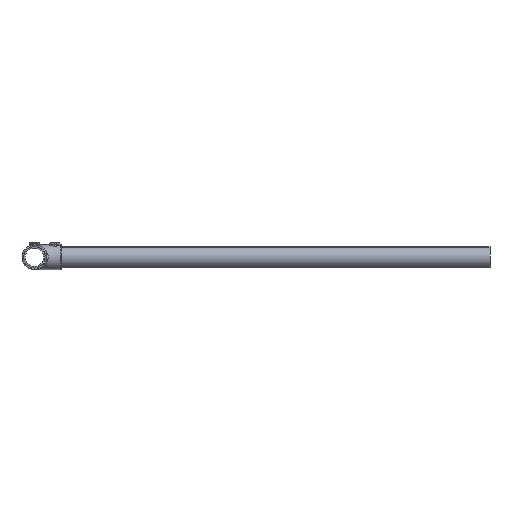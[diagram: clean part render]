
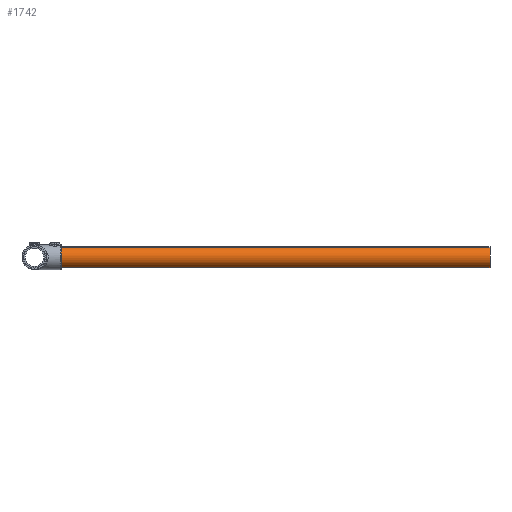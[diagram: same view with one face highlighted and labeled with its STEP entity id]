
A CAD part, left-side view. The second image highlights one B-rep face of the part: STEP entity #1742.
In plain terms, the highlighted cylindrical face has radius 23.75 mm (diameter 47.5 mm), a partial arc.
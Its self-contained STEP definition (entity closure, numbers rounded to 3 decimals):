
#28 = ORIENTED_EDGE ( 'NONE', *, *, #2940, .T. ) ;
#69 = CARTESIAN_POINT ( 'NONE',  ( 0., 0., 1000. ) ) ;
#333 = CARTESIAN_POINT ( 'NONE',  ( 0., 0., 1000. ) ) ;
#463 = FACE_OUTER_BOUND ( 'NONE', #2101, .T. ) ;
#537 = DIRECTION ( 'NONE',  ( 1., 0., 0. ) ) ;
#981 = AXIS2_PLACEMENT_3D ( 'NONE', #333, #3611, #4066 ) ;
#998 = DIRECTION ( 'NONE',  ( 0., 0., -1. ) ) ;
#1426 = CARTESIAN_POINT ( 'NONE',  ( 23.75, 0., 0. ) ) ;
#1440 = ORIENTED_EDGE ( 'NONE', *, *, #3063, .T. ) ;
#1543 = CARTESIAN_POINT ( 'NONE',  ( 23.75, 0., 1000. ) ) ;
#1553 = ORIENTED_EDGE ( 'NONE', *, *, #3441, .F. ) ;
#1742 = ADVANCED_FACE ( 'NONE', ( #463 ), #5079, .T. ) ;
#1844 = DIRECTION ( 'NONE',  ( 0., 0., 1. ) ) ;
#1921 = ORIENTED_EDGE ( 'NONE', *, *, #4532, .F. ) ;
#1990 = CARTESIAN_POINT ( 'NONE',  ( -23.75, 0., 0. ) ) ;
#2073 = CIRCLE ( 'NONE', #4263, 23.75 ) ;
#2101 = EDGE_LOOP ( 'NONE', ( #1921, #1553, #1440, #28 ) ) ;
#2139 = CIRCLE ( 'NONE', #5088, 23.75 ) ;
#2621 = VERTEX_POINT ( 'NONE', #4217 ) ;
#2887 = CARTESIAN_POINT ( 'NONE',  ( -23.75, 0., 1000. ) ) ;
#2940 = EDGE_CURVE ( 'NONE', #4401, #3394, #2139, .T. ) ;
#2983 = DIRECTION ( 'NONE',  ( 0., 0., -1. ) ) ;
#3063 = EDGE_CURVE ( 'NONE', #3921, #4401, #4047, .T. ) ;
#3351 = DIRECTION ( 'NONE',  ( 0., 0., 1. ) ) ;
#3394 = VERTEX_POINT ( 'NONE', #1426 ) ;
#3441 = EDGE_CURVE ( 'NONE', #3921, #2621, #2073, .T. ) ;
#3578 = VECTOR ( 'NONE', #2983, 1000. ) ;
#3611 = DIRECTION ( 'NONE',  ( 0., 0., -1. ) ) ;
#3903 = VECTOR ( 'NONE', #998, 1000. ) ;
#3921 = VERTEX_POINT ( 'NONE', #2887 ) ;
#4047 = LINE ( 'NONE', #4231, #3903 ) ;
#4066 = DIRECTION ( 'NONE',  ( -1., 0., 0. ) ) ;
#4217 = CARTESIAN_POINT ( 'NONE',  ( 23.75, 0., 1000. ) ) ;
#4231 = CARTESIAN_POINT ( 'NONE',  ( -23.75, 0., 1000. ) ) ;
#4263 = AXIS2_PLACEMENT_3D ( 'NONE', #69, #3351, #537 ) ;
#4401 = VERTEX_POINT ( 'NONE', #1990 ) ;
#4532 = EDGE_CURVE ( 'NONE', #2621, #3394, #5889, .T. ) ;
#4642 = CARTESIAN_POINT ( 'NONE',  ( 0., 0., 0. ) ) ;
#5079 = CYLINDRICAL_SURFACE ( 'NONE', #981, 23.75 ) ;
#5088 = AXIS2_PLACEMENT_3D ( 'NONE', #4642, #1844, #5118 ) ;
#5118 = DIRECTION ( 'NONE',  ( 1., 0., 0. ) ) ;
#5889 = LINE ( 'NONE', #1543, #3578 ) ;
